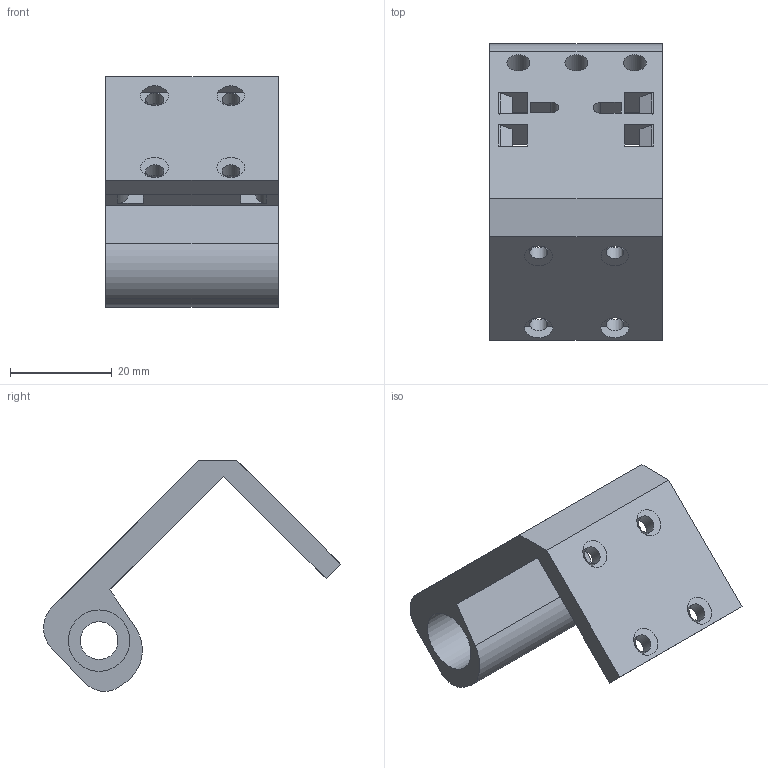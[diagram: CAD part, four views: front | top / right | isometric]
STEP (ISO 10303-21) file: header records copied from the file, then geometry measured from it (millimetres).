
FILE_DESCRIPTION(/* description */ (''),/* implementation_level */ '2;1');
FILE_NAME(/* name */ 'TOOLHEAD (1x).step',/* time_stamp */ '2025-11-17T17:40:19+05:30',/* author */ (''),/* organization */ (''),/* preprocessor_version */ 'ST-DEVELOPER v20.1',/* originating_system */ 'Autodesk Translation Framework v14.21.0.0',/* authorisation */ '');
FILE_SCHEMA (('AUTOMOTIVE_DESIGN { 1 0 10303 214 3 1 1 }'));
Length unit declared in the file: millimetre
Products named in the file (1): TOOLHEAD (1x)
Bounding box: 34 x 58.46 x 45.45 mm (x, y, z)
Volume: 15769.4 mm3; surface area: 9375.5 mm2
Topology: 1 solids, 1 shells, 76 faces, 208 edges, 136 vertices
Faces by surface type: plane 44, cylinder 28, cone 4
Full cylindrical faces by diameter (mm): 3.439 x1, 3.5 x3, 4.5 x3, 7.432 x1, 12.087 x1
Entity records: 2492 total; most frequent: DIRECTION 422, CARTESIAN_POINT 421, ORIENTED_EDGE 416, EDGE_CURVE 208, LINE 148, VECTOR 148, AXIS2_PLACEMENT_3D 137, VERTEX_POINT 136
